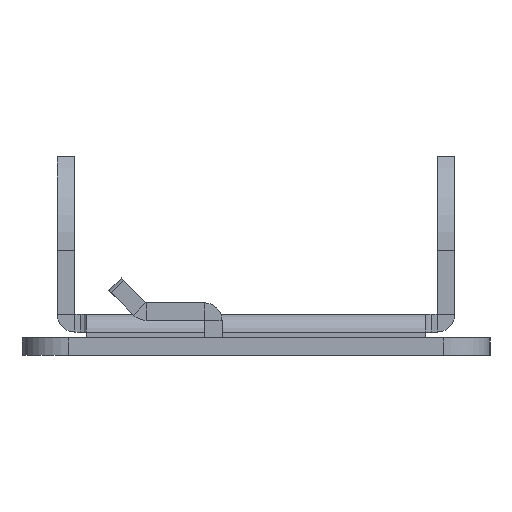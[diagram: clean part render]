
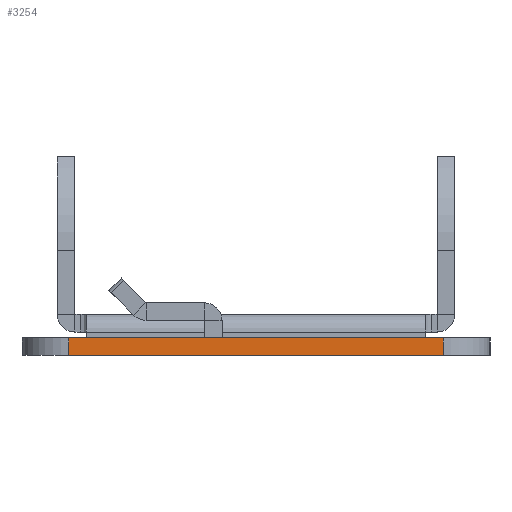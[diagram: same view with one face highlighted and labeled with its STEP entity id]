
A CAD part, left-side view. The second image highlights one B-rep face of the part: STEP entity #3254.
In plain terms, the highlighted planar face has unit normal (-1, 0, 0).
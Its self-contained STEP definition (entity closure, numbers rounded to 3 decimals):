
#2810 = VECTOR ( 'NONE', #7883, 1000. ) ;
#3004 = VECTOR ( 'NONE', #8258, 1000. ) ;
#3254 = ADVANCED_FACE ( 'NONE', ( #3636 ), #3634, .T. ) ;
#3630 = DIRECTION ( 'NONE',  ( 0., 0., 1. ) ) ;
#3631 = DIRECTION ( 'NONE',  ( -1., 0., 0. ) ) ;
#3634 = PLANE ( 'NONE',  #12193 ) ;
#3636 = FACE_OUTER_BOUND ( 'NONE', #5776, .T. ) ;
#3645 = CARTESIAN_POINT ( 'NONE',  ( -575.01, -20., -2. ) ) ;
#5776 = EDGE_LOOP ( 'NONE', ( #11338, #11339, #11340, #11341 ) ) ;
#6824 = LINE ( 'NONE', #6825, #12746 ) ;
#6825 = CARTESIAN_POINT ( 'NONE',  ( -575.01, -16., -0.5 ) ) ;
#6826 = DIRECTION ( 'NONE',  ( 0., 0., 1. ) ) ;
#7032 = LINE ( 'NONE', #7033, #12830 ) ;
#7033 = CARTESIAN_POINT ( 'NONE',  ( -575.01, 16., -2. ) ) ;
#7034 = DIRECTION ( 'NONE',  ( 0., 0., -1. ) ) ;
#7510 = EDGE_CURVE ( 'NONE', #10320, #10307, #7876, .T. ) ;
#7635 = EDGE_CURVE ( 'NONE', #10286, #10264, #8250, .T. ) ;
#7876 = LINE ( 'NONE', #7881, #2810 ) ;
#7881 = CARTESIAN_POINT ( 'NONE',  ( -575.01, 20., -2. ) ) ;
#7883 = DIRECTION ( 'NONE',  ( 0., -1., 0. ) ) ;
#8250 = LINE ( 'NONE', #8257, #3004 ) ;
#8257 = CARTESIAN_POINT ( 'NONE',  ( -575.01, -14.49, -0.5 ) ) ;
#8258 = DIRECTION ( 'NONE',  ( 0., 1., 0. ) ) ;
#9261 = CARTESIAN_POINT ( 'NONE',  ( -575.01, 16., -0.5 ) ) ;
#9283 = CARTESIAN_POINT ( 'NONE',  ( -575.01, -16., -0.5 ) ) ;
#9304 = CARTESIAN_POINT ( 'NONE',  ( -575.01, -16., -2. ) ) ;
#9317 = CARTESIAN_POINT ( 'NONE',  ( -575.01, 16., -2. ) ) ;
#10264 = VERTEX_POINT ( 'NONE', #9261 ) ;
#10286 = VERTEX_POINT ( 'NONE', #9283 ) ;
#10307 = VERTEX_POINT ( 'NONE', #9304 ) ;
#10320 = VERTEX_POINT ( 'NONE', #9317 ) ;
#11338 = ORIENTED_EDGE ( 'NONE', *, *, #7635, .T. ) ;
#11339 = ORIENTED_EDGE ( 'NONE', *, *, #13486, .T. ) ;
#11340 = ORIENTED_EDGE ( 'NONE', *, *, #7510, .T. ) ;
#11341 = ORIENTED_EDGE ( 'NONE', *, *, #13423, .T. ) ;
#12193 = AXIS2_PLACEMENT_3D ( 'NONE', #3645, #3631, #3630 ) ;
#12746 = VECTOR ( 'NONE', #6826, 1000. ) ;
#12830 = VECTOR ( 'NONE', #7034, 1000. ) ;
#13423 = EDGE_CURVE ( 'NONE', #10307, #10286, #6824, .T. ) ;
#13486 = EDGE_CURVE ( 'NONE', #10264, #10320, #7032, .T. ) ;
